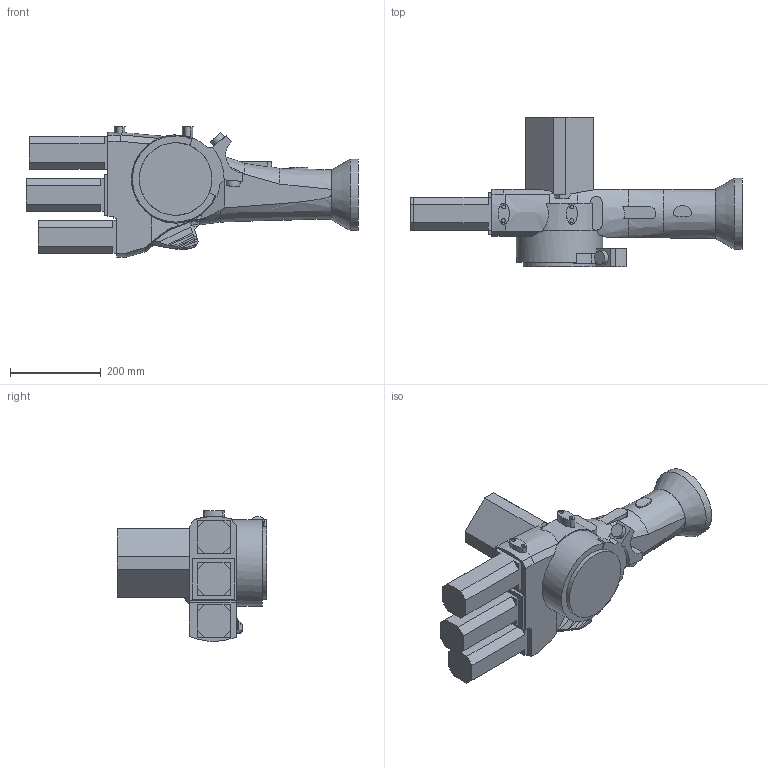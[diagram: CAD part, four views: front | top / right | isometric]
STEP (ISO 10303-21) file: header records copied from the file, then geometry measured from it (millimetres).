
FILE_DESCRIPTION(/* description */ (''),/* implementation_level */ '2;1');
FILE_NAME(/* name */ 'pruebaSolido10_ipt_59050f78.STEP',/* time_stamp */ '2019-03-12T18:24:41-05:00',/* author */ ('a4lfr'),/* organization */ (''),/* preprocessor_version */ 'ST-DEVELOPER v17',/* originating_system */ 'Autodesk Inventor 2019',/* authorisation */ '');
FILE_SCHEMA (('AUTOMOTIVE_DESIGN { 1 0 10303 214 3 1 1 }'));
Length unit declared in the file: millimetre
Products named in the file (1): pruebaSolido10
Bounding box: 731.5 x 330 x 287.26 mm (x, y, z)
Volume: 15877311.1 mm3; surface area: 630459.9 mm2
Topology: 1 solids, 1 shells, 205 faces, 576 edges, 385 vertices
Faces by surface type: plane 157, cylinder 31, cone 13, bspline 4
Full cylindrical faces by diameter (mm): 8.4 x4, 30 x2, 157 x1, 160 x1, 190 x1
Entity records: 7115 total; most frequent: CARTESIAN_POINT 1643, ORIENTED_EDGE 1152, DIRECTION 1011, EDGE_CURVE 576, LINE 391, VECTOR 391, VERTEX_POINT 385, AXIS2_PLACEMENT_3D 310
